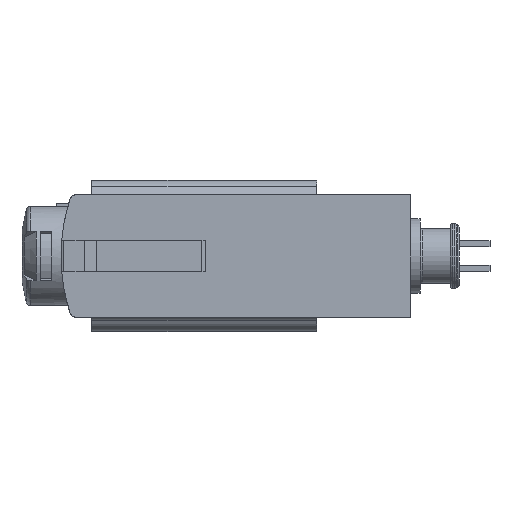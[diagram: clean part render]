
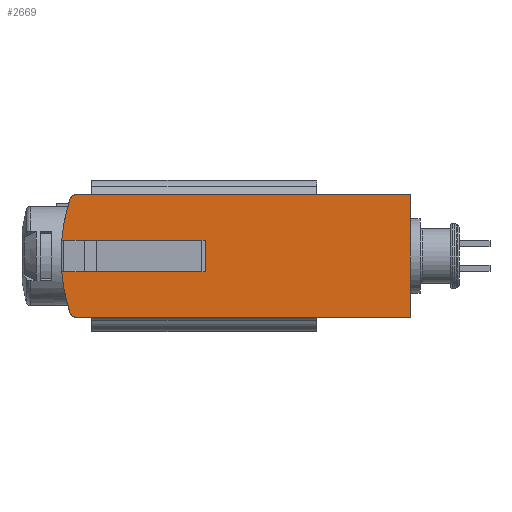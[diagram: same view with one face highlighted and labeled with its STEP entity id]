
A CAD part, left-side view. The second image highlights one B-rep face of the part: STEP entity #2669.
In plain terms, the highlighted planar face has unit normal (-1, 0, 0).
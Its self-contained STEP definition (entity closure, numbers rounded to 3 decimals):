
#38=PLANE('',#2910);
#145=CIRCLE('',#2818,15.);
#148=CIRCLE('',#2821,15.);
#179=CIRCLE('',#2866,0.5);
#196=CIRCLE('',#2911,0.5);
#310=LINE('',#4246,#543);
#331=LINE('',#4302,#564);
#347=LINE('',#4377,#580);
#348=LINE('',#4379,#581);
#349=LINE('',#4382,#582);
#350=LINE('',#4384,#583);
#543=VECTOR('',#3255,1000.);
#564=VECTOR('',#3304,1000.);
#580=VECTOR('',#3384,1000.);
#581=VECTOR('',#3387,1000.);
#582=VECTOR('',#3388,1000.);
#583=VECTOR('',#3391,1000.);
#941=ORIENTED_EDGE('',*,*,#1672,.T.);
#942=ORIENTED_EDGE('',*,*,#1673,.T.);
#943=ORIENTED_EDGE('',*,*,#1494,.F.);
#944=ORIENTED_EDGE('',*,*,#1609,.F.);
#945=ORIENTED_EDGE('',*,*,#1606,.T.);
#946=ORIENTED_EDGE('',*,*,#1671,.T.);
#947=ORIENTED_EDGE('',*,*,#1634,.F.);
#948=ORIENTED_EDGE('',*,*,#1674,.F.);
#949=ORIENTED_EDGE('',*,*,#1497,.F.);
#950=ORIENTED_EDGE('',*,*,#1675,.F.);
#1494=EDGE_CURVE('',#1878,#1879,#145,.T.);
#1497=EDGE_CURVE('',#1881,#1882,#148,.T.);
#1606=EDGE_CURVE('',#1988,#1987,#310,.T.);
#1609=EDGE_CURVE('',#1988,#1878,#179,.T.);
#1634=EDGE_CURVE('',#2008,#2009,#331,.T.);
#1671=EDGE_CURVE('',#1987,#2009,#347,.T.);
#1672=EDGE_CURVE('',#2028,#2029,#348,.T.);
#1673=EDGE_CURVE('',#2029,#1879,#349,.T.);
#1674=EDGE_CURVE('',#1882,#2008,#196,.T.);
#1675=EDGE_CURVE('',#2028,#1881,#350,.T.);
#1878=VERTEX_POINT('',#3936);
#1879=VERTEX_POINT('',#3938);
#1881=VERTEX_POINT('',#3942);
#1882=VERTEX_POINT('',#3944);
#1987=VERTEX_POINT('',#4245);
#1988=VERTEX_POINT('',#4247);
#2008=VERTEX_POINT('',#4301);
#2009=VERTEX_POINT('',#4303);
#2028=VERTEX_POINT('',#4380);
#2029=VERTEX_POINT('',#4381);
#2208=EDGE_LOOP('',(#941,#942,#943,#944,#945,#946,#947,#948,#949,#950));
#2419=FACE_BOUND('',#2208,.T.);
#2669=ADVANCED_FACE('',(#2419),#38,.F.);
#2818=AXIS2_PLACEMENT_3D('',#3937,#3111,#3112);
#2821=AXIS2_PLACEMENT_3D('',#3943,#3117,#3118);
#2866=AXIS2_PLACEMENT_3D('',#4251,#3261,#3262);
#2910=AXIS2_PLACEMENT_3D('',#4378,#3385,#3386);
#2911=AXIS2_PLACEMENT_3D('',#4383,#3389,#3390);
#3111=DIRECTION('',(1.,0.,0.));
#3112=DIRECTION('',(0.,0.,-1.));
#3117=DIRECTION('',(1.,0.,0.));
#3118=DIRECTION('',(0.,0.,-1.));
#3255=DIRECTION('',(0.,-1.,0.));
#3261=DIRECTION('',(1.,0.,0.));
#3262=DIRECTION('',(0.,0.,-1.));
#3304=DIRECTION('',(0.,-1.,0.));
#3384=DIRECTION('',(0.,0.,1.));
#3385=DIRECTION('',(1.,0.,0.));
#3386=DIRECTION('',(0.,0.,-1.));
#3387=DIRECTION('',(0.,0.,-1.));
#3388=DIRECTION('',(0.,1.,0.));
#3389=DIRECTION('',(1.,0.,0.));
#3390=DIRECTION('',(0.,0.,-1.));
#3391=DIRECTION('',(0.,1.,0.));
#3936=CARTESIAN_POINT('',(-102.4,20.109,-4.655));
#3937=CARTESIAN_POINT('',(-102.4,5.85,0.));
#3938=CARTESIAN_POINT('',(-102.4,20.794,-1.3));
#3942=CARTESIAN_POINT('',(-102.4,20.794,1.3));
#3943=CARTESIAN_POINT('',(-102.4,5.85,0.));
#3944=CARTESIAN_POINT('',(-102.4,20.109,4.655));
#4245=CARTESIAN_POINT('',(-102.4,-7.65,-5.));
#4246=CARTESIAN_POINT('',(-102.4,23.,-5.));
#4247=CARTESIAN_POINT('',(-102.4,19.634,-5.));
#4251=CARTESIAN_POINT('',(-102.4,19.634,-4.5));
#4301=CARTESIAN_POINT('',(-102.4,19.634,5.));
#4302=CARTESIAN_POINT('',(-102.4,23.,5.));
#4303=CARTESIAN_POINT('',(-102.4,-7.65,5.));
#4377=CARTESIAN_POINT('',(-102.4,-7.65,-5.));
#4378=CARTESIAN_POINT('',(-102.4,23.,-5.));
#4379=CARTESIAN_POINT('',(-102.4,9.05,1.3));
#4380=CARTESIAN_POINT('',(-102.4,9.05,1.3));
#4381=CARTESIAN_POINT('',(-102.4,9.05,-1.3));
#4382=CARTESIAN_POINT('',(-102.4,9.05,-1.3));
#4383=CARTESIAN_POINT('',(-102.4,19.634,4.5));
#4384=CARTESIAN_POINT('',(-102.4,9.05,1.3));
